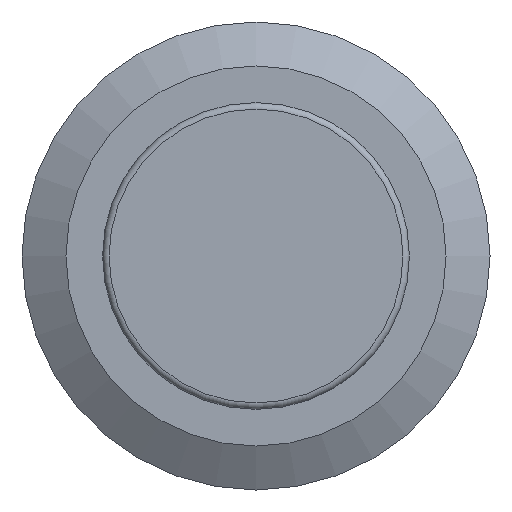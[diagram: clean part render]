
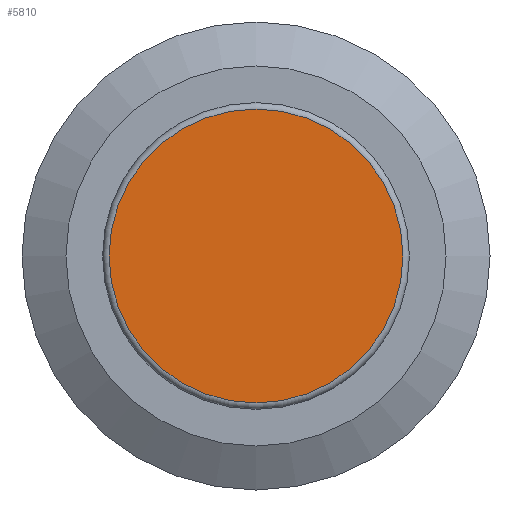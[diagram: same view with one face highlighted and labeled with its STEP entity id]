
A CAD part, left-side view. The second image highlights one B-rep face of the part: STEP entity #5810.
In plain terms, the highlighted planar face has unit normal (-1, 0, 0).
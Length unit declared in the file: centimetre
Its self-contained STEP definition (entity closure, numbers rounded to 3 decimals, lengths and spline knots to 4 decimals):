
#360=CIRCLE('',#6135,0.565);
#679=FACE_OUTER_BOUND('',#1036,.T.);
#1036=EDGE_LOOP('',(#5234));
#2799=VERTEX_POINT('',#10059);
#3614=EDGE_CURVE('',#2799,#2799,#360,.T.);
#5234=ORIENTED_EDGE('',*,*,#3614,.F.);
#5504=PLANE('',#6136);
#5810=ADVANCED_FACE('',(#679),#5504,.F.);
#6135=AXIS2_PLACEMENT_3D('',#10061,#7357,#7358);
#6136=AXIS2_PLACEMENT_3D('',#10062,#7359,#7360);
#7357=DIRECTION('center_axis',(1.,0.,0.));
#7358=DIRECTION('ref_axis',(0.,0.,1.));
#7359=DIRECTION('center_axis',(1.,0.,0.));
#7360=DIRECTION('ref_axis',(0.,0.,1.));
#10059=CARTESIAN_POINT('',(-0.37,0.,-0.565));
#10061=CARTESIAN_POINT('Origin',(-0.37,0.,0.));
#10062=CARTESIAN_POINT('Origin',(-0.37,0.,0.));
